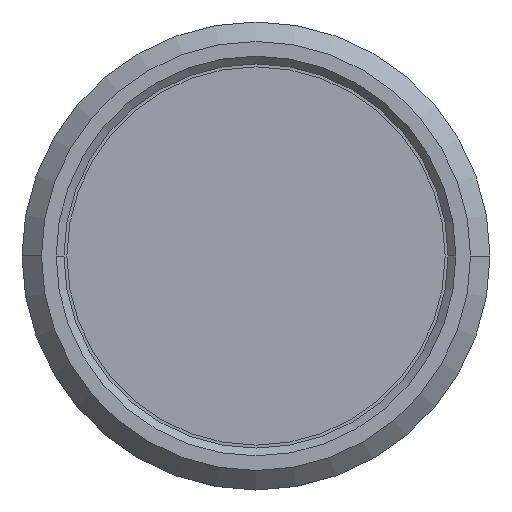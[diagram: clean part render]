
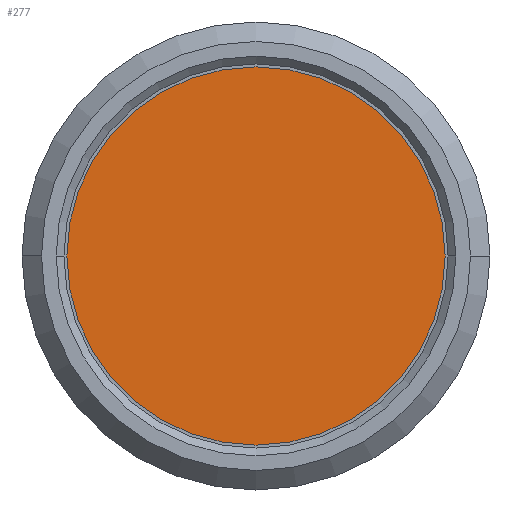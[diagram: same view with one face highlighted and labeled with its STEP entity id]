
A CAD part, front view. The second image highlights one B-rep face of the part: STEP entity #277.
In plain terms, the highlighted planar face has unit normal (0, -1, 0).
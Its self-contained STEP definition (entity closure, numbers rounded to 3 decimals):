
#42=CARTESIAN_POINT('',(0.,-0.575,0.));
#43=DIRECTION('',(0.,1.,0.));
#44=DIRECTION('',(-1.,0.,0.));
#45=AXIS2_PLACEMENT_3D('',#42,#43,#44);
#47=CARTESIAN_POINT('',(0.,-0.575,0.));
#48=DIRECTION('',(0.,1.,0.));
#49=DIRECTION('',(1.,0.,0.));
#50=AXIS2_PLACEMENT_3D('',#47,#48,#49);
#218=CARTESIAN_POINT('',(-4.85,-0.575,0.));
#219=CARTESIAN_POINT('',(4.85,-0.575,0.));
#220=VERTEX_POINT('',#218);
#221=VERTEX_POINT('',#219);
#266=CARTESIAN_POINT('',(0.,-0.575,0.));
#267=DIRECTION('',(0.,-1.,0.));
#268=DIRECTION('',(-1.,0.,0.));
#269=AXIS2_PLACEMENT_3D('',#266,#267,#268);
#270=PLANE('',#269);
#272=ORIENTED_EDGE('',*,*,#271,.T.);
#274=ORIENTED_EDGE('',*,*,#273,.T.);
#275=EDGE_LOOP('',(#272,#274));
#276=FACE_OUTER_BOUND('',#275,.F.);
#277=ADVANCED_FACE('',(#276),#270,.T.);
#46=CIRCLE('',#45,4.85);
#51=CIRCLE('',#50,4.85);
#271=EDGE_CURVE('',#220,#221,#46,.T.);
#273=EDGE_CURVE('',#221,#220,#51,.T.);
